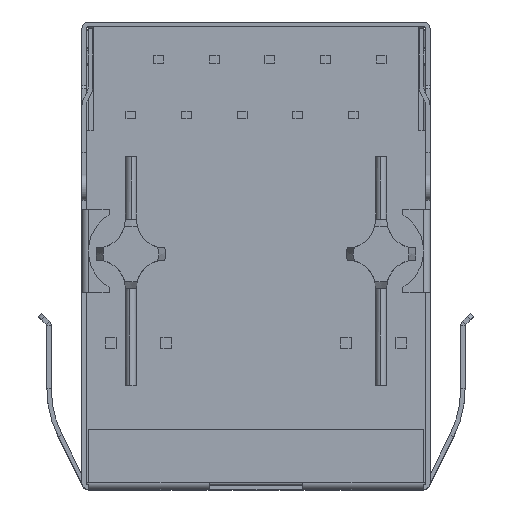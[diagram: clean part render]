
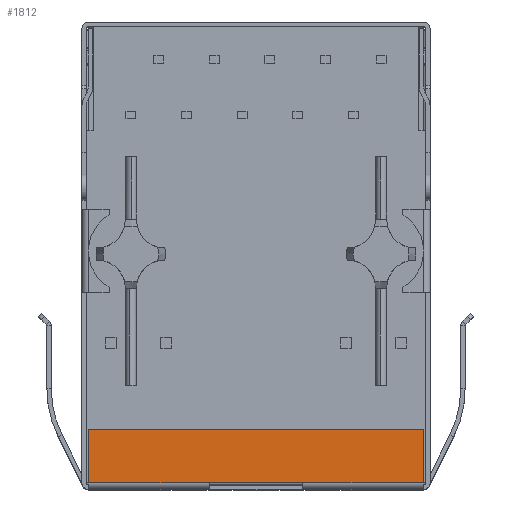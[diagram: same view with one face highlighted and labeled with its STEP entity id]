
A CAD part, top view. The second image highlights one B-rep face of the part: STEP entity #1812.
In plain terms, the highlighted planar face has unit normal (0, 0, 1).
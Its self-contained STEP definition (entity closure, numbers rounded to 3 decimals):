
#1812 = ADVANCED_FACE( '', ( #3910 ), #3911, .F. );
#3910 = FACE_OUTER_BOUND( '', #6654, .T. );
#3911 = PLANE( '', #6655 );
#6654 = EDGE_LOOP( '', ( #12149, #12150, #12151, #12152, #12153, #12154 ) );
#6655 = AXIS2_PLACEMENT_3D( '', #12155, #12156, #12157 );
#12149 = ORIENTED_EDGE( '', *, *, #16148, .T. );
#12150 = ORIENTED_EDGE( '', *, *, #15498, .F. );
#12151 = ORIENTED_EDGE( '', *, *, #15851, .F. );
#12152 = ORIENTED_EDGE( '', *, *, #16900, .T. );
#12153 = ORIENTED_EDGE( '', *, *, #16901, .T. );
#12154 = ORIENTED_EDGE( '', *, *, #15840, .T. );
#12155 = CARTESIAN_POINT( '', ( -7.65, -10.59, 6.9 ) );
#12156 = DIRECTION( '', ( 0., 0., -1. ) );
#12157 = DIRECTION( '', ( -1., 0., 0. ) );
#15498 = EDGE_CURVE( '', #18794, #18797, #18798, .T. );
#15840 = EDGE_CURVE( '', #19333, #19334, #19335, .T. );
#15851 = EDGE_CURVE( '', #19349, #18794, #19351, .T. );
#16148 = EDGE_CURVE( '', #19334, #18797, #19785, .T. );
#16900 = EDGE_CURVE( '', #19349, #19806, #20781, .T. );
#16901 = EDGE_CURVE( '', #19806, #19333, #20782, .T. );
#18794 = VERTEX_POINT( '', #23533 );
#18797 = VERTEX_POINT( '', #23537 );
#18798 = LINE( '', #23538, #23539 );
#19333 = VERTEX_POINT( '', #24422 );
#19334 = VERTEX_POINT( '', #24423 );
#19335 = LINE( '', #24424, #24425 );
#19349 = VERTEX_POINT( '', #24443 );
#19351 = LINE( '', #24445, #24446 );
#19785 = LINE( '', #25188, #25189 );
#19806 = VERTEX_POINT( '', #25231 );
#20781 = LINE( '', #26956, #26957 );
#20782 = LINE( '', #26958, #26959 );
#23533 = CARTESIAN_POINT( '', ( -7.65, -8.14, 6.9 ) );
#23537 = CARTESIAN_POINT( '', ( 7.65, -8.14, 6.9 ) );
#23538 = CARTESIAN_POINT( '', ( -7.65, -8.14, 6.9 ) );
#23539 = VECTOR( '', #28621, 1000. );
#24422 = CARTESIAN_POINT( '', ( 2.13, -10.59, 6.9 ) );
#24423 = CARTESIAN_POINT( '', ( 7.65, -10.59, 6.9 ) );
#24424 = CARTESIAN_POINT( '', ( -7.65, -10.59, 6.9 ) );
#24425 = VECTOR( '', #28948, 1000. );
#24443 = CARTESIAN_POINT( '', ( -7.65, -10.59, 6.9 ) );
#24445 = CARTESIAN_POINT( '', ( -7.65, -10.59, 6.9 ) );
#24446 = VECTOR( '', #28965, 1000. );
#25188 = CARTESIAN_POINT( '', ( 7.65, -10.59, 6.9 ) );
#25189 = VECTOR( '', #29206, 1000. );
#25231 = CARTESIAN_POINT( '', ( -2.13, -10.59, 6.9 ) );
#26956 = CARTESIAN_POINT( '', ( -7.65, -10.59, 6.9 ) );
#26957 = VECTOR( '', #29810, 1000. );
#26958 = CARTESIAN_POINT( '', ( -7.65, -10.59, 6.9 ) );
#26959 = VECTOR( '', #29811, 1000. );
#28621 = DIRECTION( '', ( 1., 0., 0. ) );
#28948 = DIRECTION( '', ( 1., 0., 0. ) );
#28965 = DIRECTION( '', ( 0., 1., 0. ) );
#29206 = DIRECTION( '', ( 0., 1., 0. ) );
#29810 = DIRECTION( '', ( 1., 0., 0. ) );
#29811 = DIRECTION( '', ( 1., 0., 0. ) );
